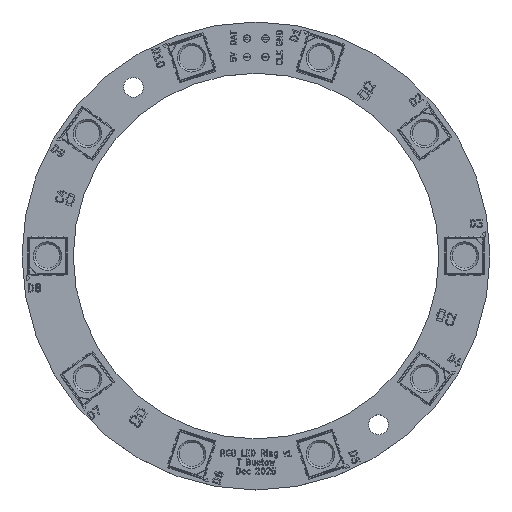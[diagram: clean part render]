
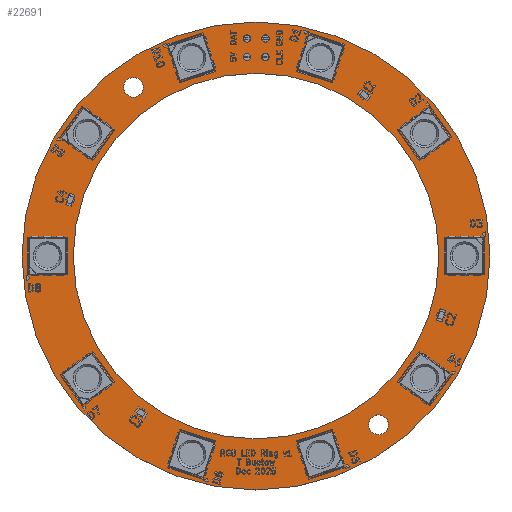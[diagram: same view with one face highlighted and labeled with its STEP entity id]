
A CAD part, top view. The second image highlights one B-rep face of the part: STEP entity #22691.
In plain terms, the highlighted planar face has unit normal (0, 0, 1).
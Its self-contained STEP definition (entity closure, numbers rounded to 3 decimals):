
#22579 = VERTEX_POINT('',#22580);
#22580 = CARTESIAN_POINT('',(171.98,-99.99,1.51));
#22586 = EDGE_CURVE('',#22579,#22579,#22587,.T.);
#22587 = CIRCLE('',#22588,31.99);
#22588 = AXIS2_PLACEMENT_3D('',#22589,#22590,#22591);
#22589 = CARTESIAN_POINT('',(139.99,-99.99,1.51));
#22590 = DIRECTION('',(0.,0.,1.));
#22591 = DIRECTION('',(1.,0.,-0.));
#22691 = ADVANCED_FACE('',(#22692,#22695,#22706,#22717,#22728,#22739,
    #22750,#22761),#22772,.T.);
#22692 = FACE_BOUND('',#22693,.T.);
#22693 = EDGE_LOOP('',(#22694));
#22694 = ORIENTED_EDGE('',*,*,#22586,.T.);
#22695 = FACE_BOUND('',#22696,.T.);
#22696 = EDGE_LOOP('',(#22697));
#22697 = ORIENTED_EDGE('',*,*,#22698,.T.);
#22698 = EDGE_CURVE('',#22699,#22699,#22701,.T.);
#22699 = VERTEX_POINT('',#22700);
#22700 = CARTESIAN_POINT('',(156.742,-124.407,1.51));
#22701 = CIRCLE('',#22702,1.35);
#22702 = AXIS2_PLACEMENT_3D('',#22703,#22704,#22705);
#22703 = CARTESIAN_POINT('',(156.742,-123.057,1.51));
#22704 = DIRECTION('',(-0.,0.,-1.));
#22705 = DIRECTION('',(0.,-1.,-0.));
#22706 = FACE_BOUND('',#22707,.T.);
#22707 = EDGE_LOOP('',(#22708));
#22708 = ORIENTED_EDGE('',*,*,#22709,.F.);
#22709 = EDGE_CURVE('',#22710,#22710,#22712,.T.);
#22710 = VERTEX_POINT('',#22711);
#22711 = CARTESIAN_POINT('',(165.,-100.,1.51));
#22712 = CIRCLE('',#22713,25.);
#22713 = AXIS2_PLACEMENT_3D('',#22714,#22715,#22716);
#22714 = CARTESIAN_POINT('',(140.,-100.,1.51));
#22715 = DIRECTION('',(0.,0.,1.));
#22716 = DIRECTION('',(1.,0.,-0.));
#22717 = FACE_BOUND('',#22718,.T.);
#22718 = EDGE_LOOP('',(#22719));
#22719 = ORIENTED_EDGE('',*,*,#22720,.T.);
#22720 = EDGE_CURVE('',#22721,#22721,#22723,.T.);
#22721 = VERTEX_POINT('',#22722);
#22722 = CARTESIAN_POINT('',(123.238,-78.293,1.51));
#22723 = CIRCLE('',#22724,1.35);
#22724 = AXIS2_PLACEMENT_3D('',#22725,#22726,#22727);
#22725 = CARTESIAN_POINT('',(123.238,-76.943,1.51));
#22726 = DIRECTION('',(-0.,0.,-1.));
#22727 = DIRECTION('',(0.,-1.,0.));
#22728 = FACE_BOUND('',#22729,.T.);
#22729 = EDGE_LOOP('',(#22730));
#22730 = ORIENTED_EDGE('',*,*,#22731,.T.);
#22731 = EDGE_CURVE('',#22732,#22732,#22734,.T.);
#22732 = VERTEX_POINT('',#22733);
#22733 = CARTESIAN_POINT('',(138.74,-73.29,1.51));
#22734 = CIRCLE('',#22735,0.5);
#22735 = AXIS2_PLACEMENT_3D('',#22736,#22737,#22738);
#22736 = CARTESIAN_POINT('',(138.74,-72.79,1.51));
#22737 = DIRECTION('',(-0.,0.,-1.));
#22738 = DIRECTION('',(-0.,-1.,0.));
#22739 = FACE_BOUND('',#22740,.T.);
#22740 = EDGE_LOOP('',(#22741));
#22741 = ORIENTED_EDGE('',*,*,#22742,.T.);
#22742 = EDGE_CURVE('',#22743,#22743,#22745,.T.);
#22743 = VERTEX_POINT('',#22744);
#22744 = CARTESIAN_POINT('',(138.74,-70.75,1.51));
#22745 = CIRCLE('',#22746,0.5);
#22746 = AXIS2_PLACEMENT_3D('',#22747,#22748,#22749);
#22747 = CARTESIAN_POINT('',(138.74,-70.25,1.51));
#22748 = DIRECTION('',(-0.,0.,-1.));
#22749 = DIRECTION('',(-0.,-1.,0.));
#22750 = FACE_BOUND('',#22751,.T.);
#22751 = EDGE_LOOP('',(#22752));
#22752 = ORIENTED_EDGE('',*,*,#22753,.T.);
#22753 = EDGE_CURVE('',#22754,#22754,#22756,.T.);
#22754 = VERTEX_POINT('',#22755);
#22755 = CARTESIAN_POINT('',(141.28,-73.29,1.51));
#22756 = CIRCLE('',#22757,0.5);
#22757 = AXIS2_PLACEMENT_3D('',#22758,#22759,#22760);
#22758 = CARTESIAN_POINT('',(141.28,-72.79,1.51));
#22759 = DIRECTION('',(-0.,0.,-1.));
#22760 = DIRECTION('',(-0.,-1.,0.));
#22761 = FACE_BOUND('',#22762,.T.);
#22762 = EDGE_LOOP('',(#22763));
#22763 = ORIENTED_EDGE('',*,*,#22764,.T.);
#22764 = EDGE_CURVE('',#22765,#22765,#22767,.T.);
#22765 = VERTEX_POINT('',#22766);
#22766 = CARTESIAN_POINT('',(141.28,-70.75,1.51));
#22767 = CIRCLE('',#22768,0.5);
#22768 = AXIS2_PLACEMENT_3D('',#22769,#22770,#22771);
#22769 = CARTESIAN_POINT('',(141.28,-70.25,1.51));
#22770 = DIRECTION('',(-0.,0.,-1.));
#22771 = DIRECTION('',(-0.,-1.,0.));
#22772 = PLANE('',#22773);
#22773 = AXIS2_PLACEMENT_3D('',#22774,#22775,#22776);
#22774 = CARTESIAN_POINT('',(0.,0.,1.51));
#22775 = DIRECTION('',(0.,0.,1.));
#22776 = DIRECTION('',(1.,0.,-0.));
